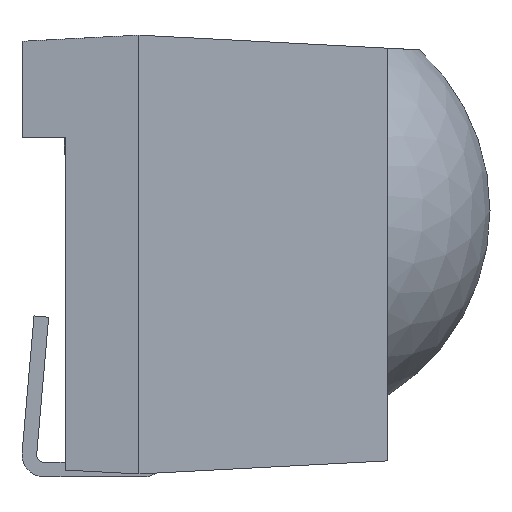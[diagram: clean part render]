
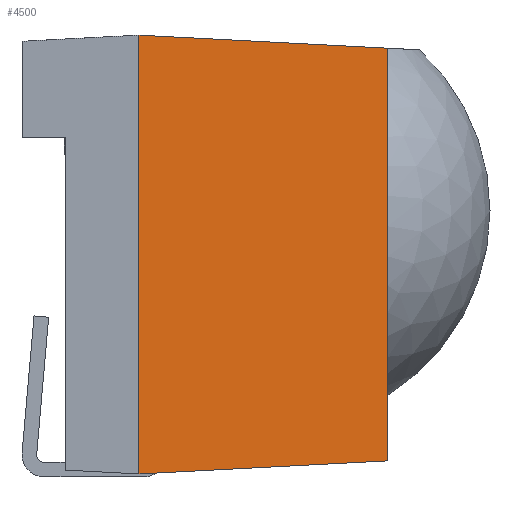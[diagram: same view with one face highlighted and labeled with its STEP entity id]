
A CAD part, left-side view. The second image highlights one B-rep face of the part: STEP entity #4500.
In plain terms, the highlighted planar face has unit normal (-0.999, -0.052, 0).
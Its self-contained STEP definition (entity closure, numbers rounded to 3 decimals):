
#123 = VECTOR ( 'NONE', #3541, 1000. ) ;
#1030 = CARTESIAN_POINT ( 'NONE',  ( -3.3, 0., -1.5 ) ) ;
#1119 = DIRECTION ( 'NONE',  ( 0., 0., 1. ) ) ;
#1131 = LINE ( 'NONE', #8121, #8172 ) ;
#1975 = VERTEX_POINT ( 'NONE', #4659 ) ;
#2097 = CARTESIAN_POINT ( 'NONE',  ( -3.211, -1.7, 0. ) ) ;
#2381 = DIRECTION ( 'NONE',  ( -0.052, 0.997, 0.052 ) ) ;
#2574 = VERTEX_POINT ( 'NONE', #6547 ) ;
#2679 = CARTESIAN_POINT ( 'NONE',  ( -3.3, 0., -1.5 ) ) ;
#3478 = EDGE_CURVE ( 'NONE', #2574, #8940, #5521, .T. ) ;
#3541 = DIRECTION ( 'NONE',  ( 0., 0., 1. ) ) ;
#3701 = DIRECTION ( 'NONE',  ( 0.052, -0.999, 0. ) ) ;
#3770 = ORIENTED_EDGE ( 'NONE', *, *, #4604, .F. ) ;
#3816 = ORIENTED_EDGE ( 'NONE', *, *, #12323, .T. ) ;
#4062 = EDGE_CURVE ( 'NONE', #2574, #1975, #4791, .T. ) ;
#4230 = CARTESIAN_POINT ( 'NONE',  ( -3.3, 0., 1.5 ) ) ;
#4500 = ADVANCED_FACE ( 'NONE', ( #12218 ), #12296, .T. ) ;
#4604 = EDGE_CURVE ( 'NONE', #1975, #5311, #12786, .T. ) ;
#4659 = CARTESIAN_POINT ( 'NONE',  ( -3.3, 0., -1.5 ) ) ;
#4791 = LINE ( 'NONE', #2679, #12730 ) ;
#5058 = ORIENTED_EDGE ( 'NONE', *, *, #4062, .F. ) ;
#5138 = AXIS2_PLACEMENT_3D ( 'NONE', #1030, #10268, #3701 ) ;
#5311 = VERTEX_POINT ( 'NONE', #4230 ) ;
#5521 = LINE ( 'NONE', #2097, #7049 ) ;
#6547 = CARTESIAN_POINT ( 'NONE',  ( -3.211, -1.7, -1.411 ) ) ;
#7049 = VECTOR ( 'NONE', #1119, 1000. ) ;
#7933 = CARTESIAN_POINT ( 'NONE',  ( -3.211, -1.7, 1.411 ) ) ;
#7965 = CARTESIAN_POINT ( 'NONE',  ( -3.3, 0., -1.5 ) ) ;
#8121 = CARTESIAN_POINT ( 'NONE',  ( -3.292, -0.156, 1.492 ) ) ;
#8172 = VECTOR ( 'NONE', #2381, 1000. ) ;
#8515 = ORIENTED_EDGE ( 'NONE', *, *, #3478, .T. ) ;
#8940 = VERTEX_POINT ( 'NONE', #7933 ) ;
#9477 = EDGE_LOOP ( 'NONE', ( #3770, #5058, #8515, #3816 ) ) ;
#9859 = DIRECTION ( 'NONE',  ( -0.052, 0.997, -0.052 ) ) ;
#10268 = DIRECTION ( 'NONE',  ( -0.999, -0.052, 0. ) ) ;
#12218 = FACE_OUTER_BOUND ( 'NONE', #9477, .T. ) ;
#12296 = PLANE ( 'NONE',  #5138 ) ;
#12323 = EDGE_CURVE ( 'NONE', #8940, #5311, #1131, .T. ) ;
#12730 = VECTOR ( 'NONE', #9859, 1000. ) ;
#12786 = LINE ( 'NONE', #7965, #123 ) ;
